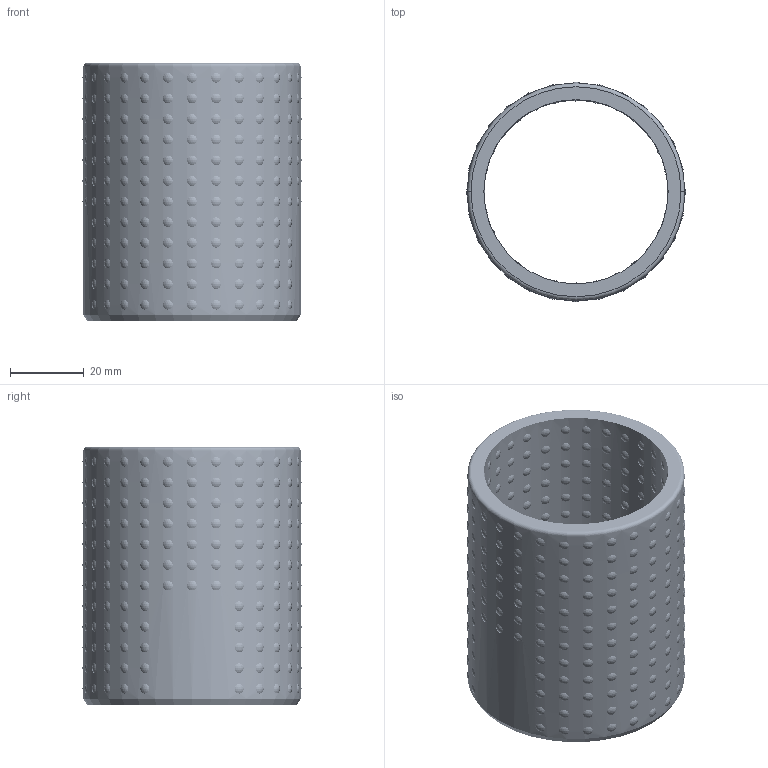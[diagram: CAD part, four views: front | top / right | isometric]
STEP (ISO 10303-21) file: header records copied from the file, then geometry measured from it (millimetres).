
FILE_DESCRIPTION (( 'STEP AP214' ), '1' );
FILE_NAME ('681QM-D50-C70.STEP', '2021-11-03T03:40:04', ( '' ), ( '' ), 'SwSTEP 2.0', 'SolidWorks 2016', '' );
FILE_SCHEMA (( 'AUTOMOTIVE_DESIGN' ));
Length unit declared in the file: millimetre
Products named in the file (310): BALL-D5; 681QM -D50-C70; 681QM-D50-C70
Assembly tree (307 placements, depth 2):
  BALL-D5
  BALL-D5
  BALL-D5
  BALL-D5
  BALL-D5
Bounding box: 59.49 x 59.49 x 70 mm (x, y, z)
Volume: 51789.9 mm3; surface area: 68620.1 mm2
Topology: 307 solids, 307 shells, 1243 faces, 5639 edges, 3758 vertices
Faces by surface type: sphere 1224, plane 8, cylinder 7, torus 2, cone 2
Entity records: 51428 total; most frequent: CARTESIAN_POINT 28989, ORIENTED_EDGE 3938, DIRECTION 3215, EDGE_CURVE 1969, AXIS2_PLACEMENT_3D 1582, VERTEX_POINT 1312, B_SPLINE_CURVE_WITH_KNOTS 1280, EDGE_LOOP 1219
